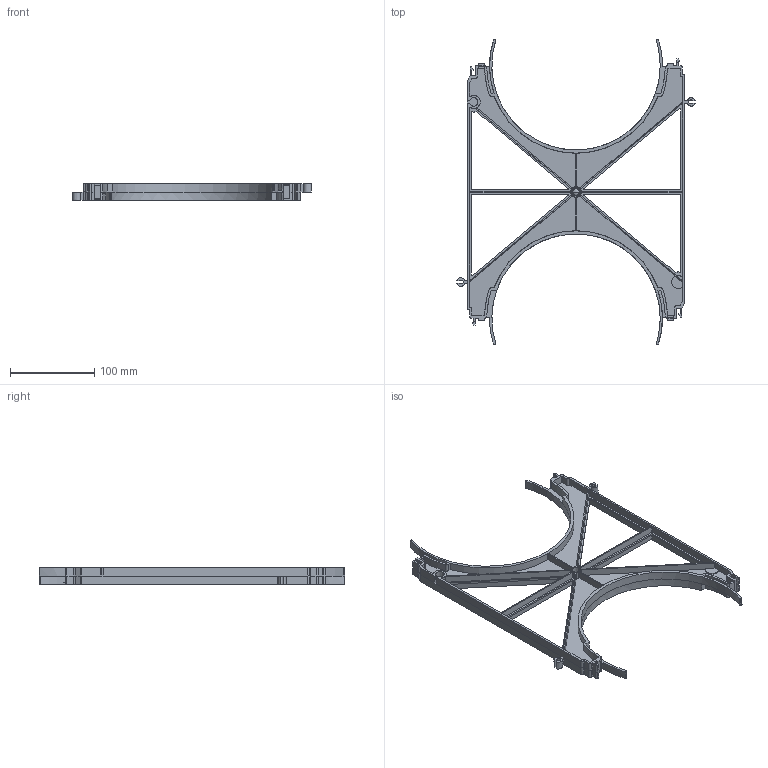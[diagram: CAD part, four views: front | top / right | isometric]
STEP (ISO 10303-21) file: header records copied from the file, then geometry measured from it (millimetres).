
FILE_DESCRIPTION (( 'STEP AP203' ), '1' );
FILE_NAME ('ÀÃÈÅ 060.02.001-09 Êëàñòåð 200.STEP', '2024-09-13T06:45:09', ( '' ), ( '' ), 'SwSTEP 2.0', 'SolidWorks 2022', '' );
FILE_SCHEMA (( 'CONFIG_CONTROL_DESIGN' ));
Length unit declared in the file: millimetre
Products named in the file (1): АГИЕ 060.02.001-09 Кластер 200
Bounding box: 283.68 x 363.01 x 20 mm (x, y, z)
Volume: 154585.6 mm3; surface area: 138323.1 mm2
Topology: 1 solids, 1 shells, 690 faces, 1908 edges, 1237 vertices
Faces by surface type: plane 344, bspline 157, cone 101, cylinder 84, sphere 4
Entity records: 26779 total; most frequent: CARTESIAN_POINT 11044, ORIENTED_EDGE 3816, DIRECTION 2503, EDGE_CURVE 1908, VERTEX_POINT 1237, LINE 951, VECTOR 951, AXIS2_PLACEMENT_3D 776
